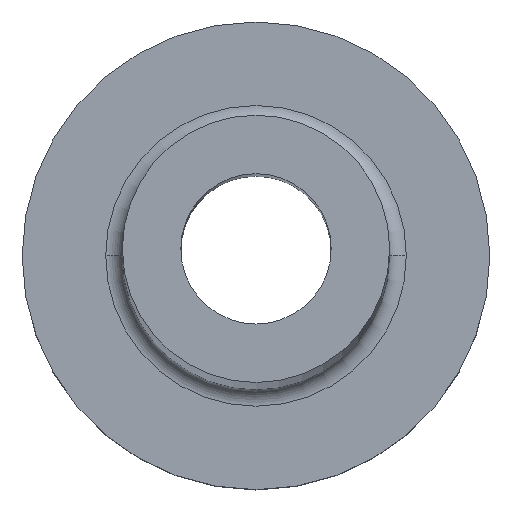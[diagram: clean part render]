
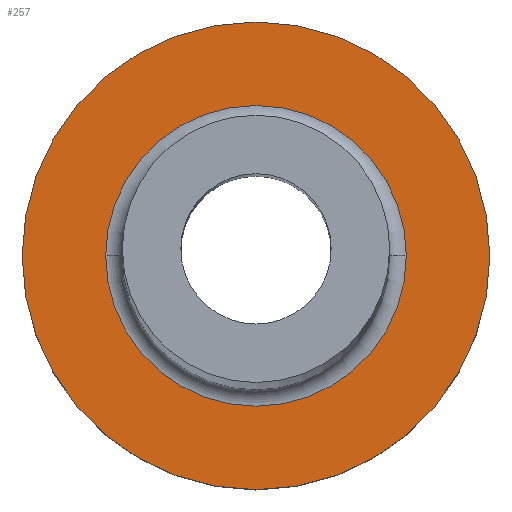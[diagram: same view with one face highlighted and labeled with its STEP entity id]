
A CAD part, top view. The second image highlights one B-rep face of the part: STEP entity #257.
In plain terms, the highlighted planar face has unit normal (0, 0, 1).
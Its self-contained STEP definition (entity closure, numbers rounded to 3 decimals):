
#1 = DIRECTION ( 'NONE',  ( 0., 0., 1. ) ) ;
#16 = PLANE ( 'NONE',  #411 ) ;
#48 = EDGE_CURVE ( 'NONE', #168, #315, #328, .T. ) ;
#53 = EDGE_LOOP ( 'NONE', ( #429, #448 ) ) ;
#55 = DIRECTION ( 'NONE',  ( 1., 0., 0. ) ) ;
#74 = CARTESIAN_POINT ( 'NONE',  ( 4.5, 0., 5. ) ) ;
#83 = CIRCLE ( 'NONE', #403, 7. ) ;
#86 = DIRECTION ( 'NONE',  ( 1., 0., 0. ) ) ;
#152 = CARTESIAN_POINT ( 'NONE',  ( 0., 0., 5. ) ) ;
#154 = FACE_OUTER_BOUND ( 'NONE', #193, .T. ) ;
#158 = AXIS2_PLACEMENT_3D ( 'NONE', #454, #182, #55 ) ;
#159 = DIRECTION ( 'NONE',  ( 0., 0., 1. ) ) ;
#168 = VERTEX_POINT ( 'NONE', #342 ) ;
#182 = DIRECTION ( 'NONE',  ( 0., 0., -1. ) ) ;
#184 = FACE_BOUND ( 'NONE', #53, .T. ) ;
#187 = AXIS2_PLACEMENT_3D ( 'NONE', #200, #1, #421 ) ;
#188 = CIRCLE ( 'NONE', #255, 4.5 ) ;
#190 = EDGE_CURVE ( 'NONE', #250, #258, #391, .T. ) ;
#193 = EDGE_LOOP ( 'NONE', ( #394, #307 ) ) ;
#194 = DIRECTION ( 'NONE',  ( 1., 0., 0. ) ) ;
#200 = CARTESIAN_POINT ( 'NONE',  ( 0., 0., 5. ) ) ;
#213 = DIRECTION ( 'NONE',  ( 0., 0., 1. ) ) ;
#225 = DIRECTION ( 'NONE',  ( 1., 0., 0. ) ) ;
#240 = EDGE_CURVE ( 'NONE', #258, #250, #83, .T. ) ;
#250 = VERTEX_POINT ( 'NONE', #388 ) ;
#255 = AXIS2_PLACEMENT_3D ( 'NONE', #404, #406, #86 ) ;
#257 = ADVANCED_FACE ( 'NONE', ( #184, #154 ), #16, .T. ) ;
#258 = VERTEX_POINT ( 'NONE', #402 ) ;
#307 = ORIENTED_EDGE ( 'NONE', *, *, #190, .T. ) ;
#315 = VERTEX_POINT ( 'NONE', #74 ) ;
#328 = CIRCLE ( 'NONE', #158, 4.5 ) ;
#342 = CARTESIAN_POINT ( 'NONE',  ( -4.5, 0., 5. ) ) ;
#356 = EDGE_CURVE ( 'NONE', #315, #168, #188, .T. ) ;
#388 = CARTESIAN_POINT ( 'NONE',  ( 7., 0., 5. ) ) ;
#391 = CIRCLE ( 'NONE', #187, 7. ) ;
#394 = ORIENTED_EDGE ( 'NONE', *, *, #240, .T. ) ;
#399 = CARTESIAN_POINT ( 'NONE',  ( 0., 0., 5. ) ) ;
#402 = CARTESIAN_POINT ( 'NONE',  ( -7., 0., 5. ) ) ;
#403 = AXIS2_PLACEMENT_3D ( 'NONE', #399, #213, #225 ) ;
#404 = CARTESIAN_POINT ( 'NONE',  ( 0., 0., 5. ) ) ;
#406 = DIRECTION ( 'NONE',  ( 0., 0., -1. ) ) ;
#411 = AXIS2_PLACEMENT_3D ( 'NONE', #152, #159, #194 ) ;
#421 = DIRECTION ( 'NONE',  ( 1., 0., 0. ) ) ;
#429 = ORIENTED_EDGE ( 'NONE', *, *, #356, .T. ) ;
#448 = ORIENTED_EDGE ( 'NONE', *, *, #48, .T. ) ;
#454 = CARTESIAN_POINT ( 'NONE',  ( 0., 0., 5. ) ) ;
